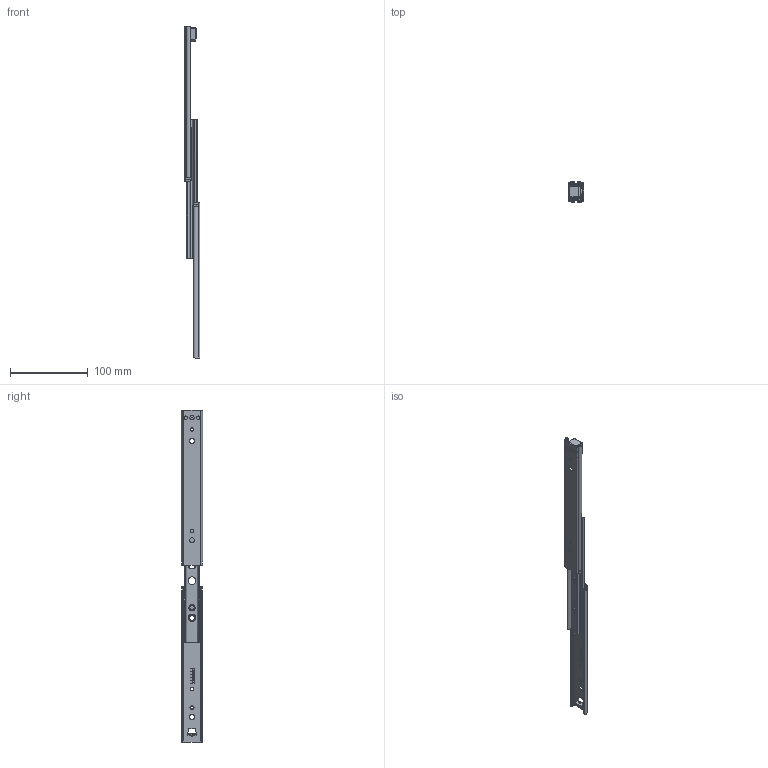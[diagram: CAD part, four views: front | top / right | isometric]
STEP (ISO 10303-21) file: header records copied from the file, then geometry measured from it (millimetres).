
FILE_DESCRIPTION(/* description */ ('Überauszug Serie 040 200x228'),/* implementation_level */ '2;1');
FILE_NAME(/* name */ '07000056001.stp',/* time_stamp */ '2020-06-18T13:11:12+02:00',/* author */ ('Dennis Bruder'),/* organization */ (''),/* preprocessor_version */ 'ST-DEVELOPER v18',/* originating_system */ 'Autodesk Inventor 2020',/* authorisation */ '');
FILE_SCHEMA (('AUTOMOTIVE_DESIGN { 1 0 10303 214 3 1 1 }'));
Length unit declared in the file: millimetre
Products named in the file (1): 07000056001
Bounding box: 20.25 x 27.2 x 428 mm (x, y, z)
Volume: 39300.2 mm3; surface area: 64850 mm2
Topology: 39 solids, 39 shells, 1127 faces, 3017 edges, 1929 vertices
Faces by surface type: plane 492, cylinder 432, torus 91, bspline 68, sphere 30, cone 14
Full cylindrical faces by diameter (mm): 3.65 x4, 4.2 x28, 4.3 x1, 4.5 x4, 4.6 x4, 5.2 x4, 5.9 x1, 6 x1, 6.5 x4, 8 x2, 8.2 x2, 10 x4
Entity records: 38788 total; most frequent: CARTESIAN_POINT 9165, DIRECTION 5981, ORIENTED_EDGE 5896, EDGE_CURVE 2948, AXIS2_PLACEMENT_3D 2193, VERTEX_POINT 1929, LINE 1595, VECTOR 1595
